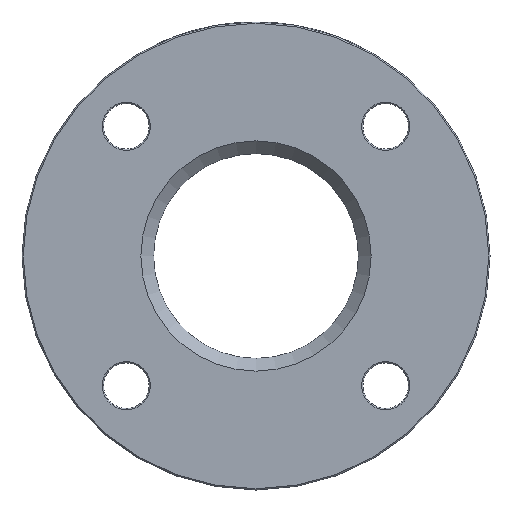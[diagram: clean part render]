
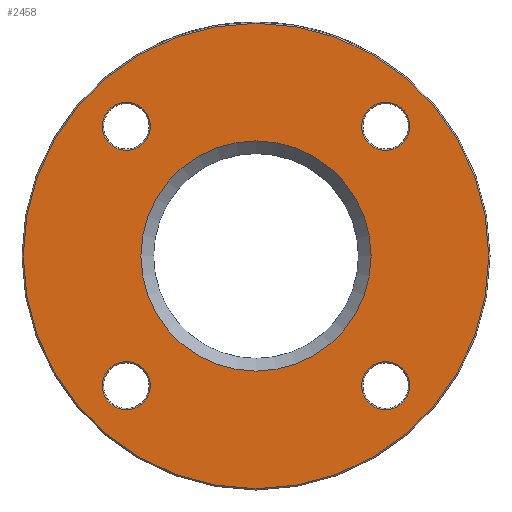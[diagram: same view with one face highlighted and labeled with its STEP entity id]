
A CAD part, left-side view. The second image highlights one B-rep face of the part: STEP entity #2458.
In plain terms, the highlighted planar face has unit normal (-1, 0, 0).
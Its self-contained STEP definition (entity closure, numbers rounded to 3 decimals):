
#35 = CARTESIAN_POINT ( 'NONE',  ( 0., 40.5, 0. ) ) ;
#36 = DIRECTION ( 'NONE',  ( 1., 0., 0. ) ) ;
#196 = CARTESIAN_POINT ( 'NONE',  ( 0., -51.265, -60.765 ) ) ;
#213 = EDGE_CURVE ( 'NONE', #3893, #3893, #2790, .T. ) ;
#480 = DIRECTION ( 'NONE',  ( 0., 0., -1. ) ) ;
#507 = DIRECTION ( 'NONE',  ( 0., 0., -1. ) ) ;
#603 = FACE_BOUND ( 'NONE', #5727, .T. ) ;
#663 = VERTEX_POINT ( 'NONE', #3465 ) ;
#818 = DIRECTION ( 'NONE',  ( 0., 0., -1. ) ) ;
#1126 = CARTESIAN_POINT ( 'NONE',  ( 0., 0., -92. ) ) ;
#1241 = CIRCLE ( 'NONE', #4721, 9.5 ) ;
#1244 = ORIENTED_EDGE ( 'NONE', *, *, #213, .T. ) ;
#1457 = CIRCLE ( 'NONE', #4940, 9.5 ) ;
#1544 = FACE_OUTER_BOUND ( 'NONE', #1747, .T. ) ;
#1747 = EDGE_LOOP ( 'NONE', ( #5906 ) ) ;
#1769 = AXIS2_PLACEMENT_3D ( 'NONE', #4353, #2980, #3875 ) ;
#1836 = DIRECTION ( 'NONE',  ( 0., 0., -1. ) ) ;
#1865 = CARTESIAN_POINT ( 'NONE',  ( 0., 0., 0. ) ) ;
#2011 = EDGE_CURVE ( 'NONE', #663, #663, #1241, .T. ) ;
#2060 = ORIENTED_EDGE ( 'NONE', *, *, #3568, .T. ) ;
#2067 = EDGE_LOOP ( 'NONE', ( #2367 ) ) ;
#2102 = CARTESIAN_POINT ( 'NONE',  ( 0., -51.265, 41.765 ) ) ;
#2112 = DIRECTION ( 'NONE',  ( 1., 0., 0. ) ) ;
#2273 = CARTESIAN_POINT ( 'NONE',  ( 0., 51.265, 51.265 ) ) ;
#2366 = EDGE_LOOP ( 'NONE', ( #4141 ) ) ;
#2367 = ORIENTED_EDGE ( 'NONE', *, *, #4112, .T. ) ;
#2458 = ADVANCED_FACE ( 'NONE', ( #5345, #1544, #3802, #3340, #2878, #603 ), #4280, .F. ) ;
#2462 = ORIENTED_EDGE ( 'NONE', *, *, #5592, .T. ) ;
#2552 = CIRCLE ( 'NONE', #2851, 9.5 ) ;
#2660 = CIRCLE ( 'NONE', #1769, 9.5 ) ;
#2676 = EDGE_LOOP ( 'NONE', ( #2462 ) ) ;
#2715 = DIRECTION ( 'NONE',  ( 1., 0., 0. ) ) ;
#2790 = CIRCLE ( 'NONE', #5672, 45.5 ) ;
#2851 = AXIS2_PLACEMENT_3D ( 'NONE', #2273, #3179, #5524 ) ;
#2878 = FACE_BOUND ( 'NONE', #2366, .T. ) ;
#2962 = CIRCLE ( 'NONE', #4540, 92. ) ;
#2980 = DIRECTION ( 'NONE',  ( 1., 0., 0. ) ) ;
#3179 = DIRECTION ( 'NONE',  ( 1., 0., 0. ) ) ;
#3340 = FACE_BOUND ( 'NONE', #2067, .T. ) ;
#3465 = CARTESIAN_POINT ( 'NONE',  ( 0., 51.265, -60.765 ) ) ;
#3503 = CARTESIAN_POINT ( 'NONE',  ( 0., -51.265, -51.265 ) ) ;
#3548 = EDGE_CURVE ( 'NONE', #4020, #4020, #2962, .T. ) ;
#3568 = EDGE_CURVE ( 'NONE', #4433, #4433, #2552, .T. ) ;
#3594 = CARTESIAN_POINT ( 'NONE',  ( 0., 51.265, 41.765 ) ) ;
#3620 = CARTESIAN_POINT ( 'NONE',  ( 0., 0., 0. ) ) ;
#3701 = DIRECTION ( 'NONE',  ( -1., 0., 0. ) ) ;
#3802 = FACE_BOUND ( 'NONE', #2676, .T. ) ;
#3833 = CARTESIAN_POINT ( 'NONE',  ( 0., 51.265, -51.265 ) ) ;
#3875 = DIRECTION ( 'NONE',  ( 0., 0., -1. ) ) ;
#3893 = VERTEX_POINT ( 'NONE', #5401 ) ;
#4020 = VERTEX_POINT ( 'NONE', #1126 ) ;
#4049 = VERTEX_POINT ( 'NONE', #2102 ) ;
#4112 = EDGE_CURVE ( 'NONE', #4466, #4466, #1457, .T. ) ;
#4141 = ORIENTED_EDGE ( 'NONE', *, *, #2011, .T. ) ;
#4280 = PLANE ( 'NONE',  #5457 ) ;
#4353 = CARTESIAN_POINT ( 'NONE',  ( 0., -51.265, 51.265 ) ) ;
#4433 = VERTEX_POINT ( 'NONE', #3594 ) ;
#4466 = VERTEX_POINT ( 'NONE', #196 ) ;
#4540 = AXIS2_PLACEMENT_3D ( 'NONE', #3620, #3701, #818 ) ;
#4721 = AXIS2_PLACEMENT_3D ( 'NONE', #3833, #36, #507 ) ;
#4940 = AXIS2_PLACEMENT_3D ( 'NONE', #3503, #2112, #5411 ) ;
#5345 = FACE_BOUND ( 'NONE', #6062, .T. ) ;
#5401 = CARTESIAN_POINT ( 'NONE',  ( 0., 0., -45.5 ) ) ;
#5411 = DIRECTION ( 'NONE',  ( 0., 0., -1. ) ) ;
#5457 = AXIS2_PLACEMENT_3D ( 'NONE', #35, #5744, #480 ) ;
#5524 = DIRECTION ( 'NONE',  ( 0., 0., -1. ) ) ;
#5592 = EDGE_CURVE ( 'NONE', #4049, #4049, #2660, .T. ) ;
#5672 = AXIS2_PLACEMENT_3D ( 'NONE', #1865, #2715, #1836 ) ;
#5727 = EDGE_LOOP ( 'NONE', ( #2060 ) ) ;
#5744 = DIRECTION ( 'NONE',  ( 1., 0., 0. ) ) ;
#5906 = ORIENTED_EDGE ( 'NONE', *, *, #3548, .T. ) ;
#6062 = EDGE_LOOP ( 'NONE', ( #1244 ) ) ;
